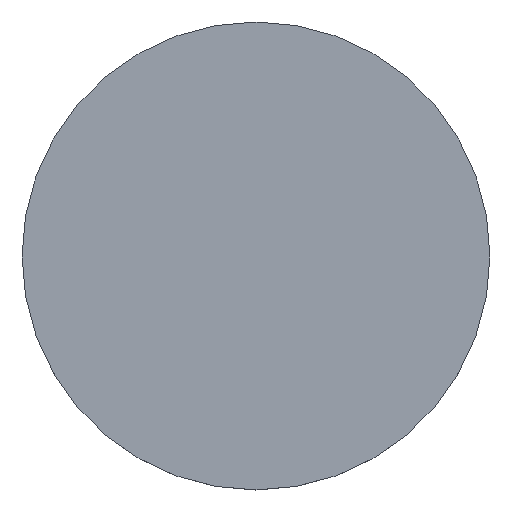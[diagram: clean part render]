
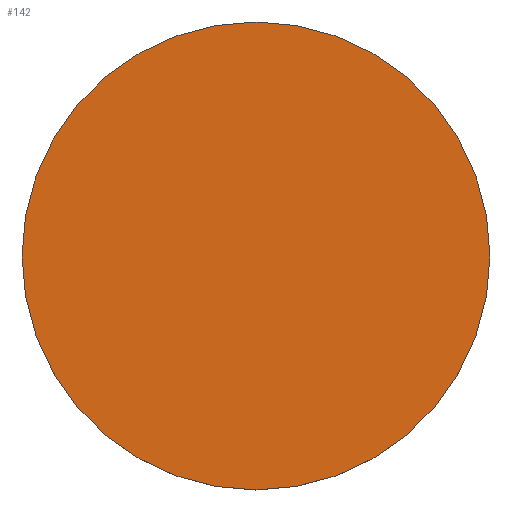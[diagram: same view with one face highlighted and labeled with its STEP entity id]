
A CAD part, top view. The second image highlights one B-rep face of the part: STEP entity #142.
In plain terms, the highlighted planar face has unit normal (0, 0, 1).
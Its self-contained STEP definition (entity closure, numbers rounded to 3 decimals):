
#23=PLANE('',#181);
#33=FACE_OUTER_BOUND('',#46,.T.);
#46=EDGE_LOOP('',(#123));
#70=CIRCLE('',#182,17.155);
#80=VERTEX_POINT('',#267);
#95=EDGE_CURVE('',#80,#80,#70,.T.);
#123=ORIENTED_EDGE('',*,*,#95,.F.);
#142=ADVANCED_FACE('',(#33),#23,.T.);
#181=AXIS2_PLACEMENT_3D('',#266,#225,#226);
#182=AXIS2_PLACEMENT_3D('',#268,#227,#228);
#225=DIRECTION('center_axis',(0.,0.,1.));
#226=DIRECTION('ref_axis',(1.,0.,0.));
#227=DIRECTION('center_axis',(0.,0.,-1.));
#228=DIRECTION('ref_axis',(1.,0.,0.));
#266=CARTESIAN_POINT('Origin',(0.,5.,1.4));
#267=CARTESIAN_POINT('',(0.,-29.31,1.4));
#268=CARTESIAN_POINT('Origin',(0.,-12.155,1.4));
